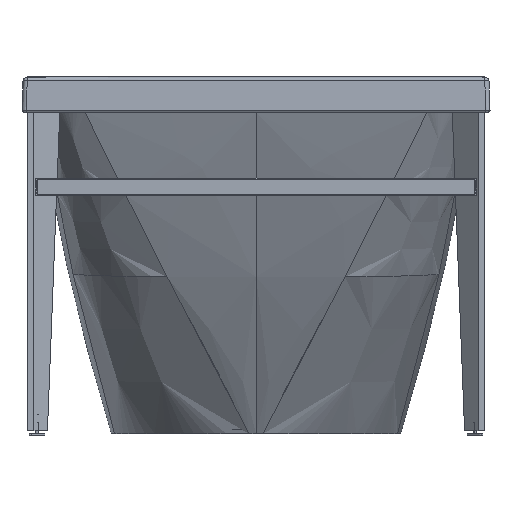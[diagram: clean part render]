
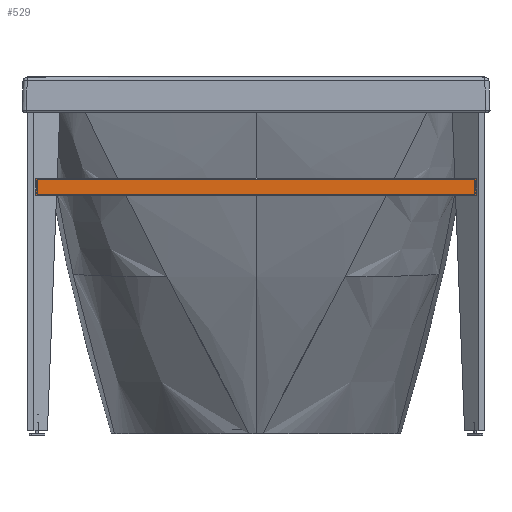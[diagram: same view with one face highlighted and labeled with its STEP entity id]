
A CAD part, left-side view. The second image highlights one B-rep face of the part: STEP entity #529.
In plain terms, the highlighted free-form (B-spline) face has degree [1, 1] with [2, 2] control points.
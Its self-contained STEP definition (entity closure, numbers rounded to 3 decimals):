
#529=ADVANCED_FACE('',(#1528),#41860,.T.);
#1528=FACE_OUTER_BOUND('',#2579,.T.);
#2579=EDGE_LOOP('',(#5115,#5116,#5117,#5118));
#5115=ORIENTED_EDGE('',*,*,#34792,.F.);
#5116=ORIENTED_EDGE('',*,*,#34839,.F.);
#5117=ORIENTED_EDGE('',*,*,#34805,.F.);
#5118=ORIENTED_EDGE('',*,*,#34840,.T.);
#11575=PCURVE('',#41857,#18113);
#11592=PCURVE('',#41858,#18130);
#11649=PCURVE('',#42345,#18187);
#11653=PCURVE('',#41860,#18191);
#11654=PCURVE('',#41860,#18192);
#11655=PCURVE('',#41860,#18193);
#11656=PCURVE('',#41860,#18194);
#11659=PCURVE('',#42346,#18197);
#18113=DEFINITIONAL_REPRESENTATION('',(#24533),#114004);
#18130=DEFINITIONAL_REPRESENTATION('',(#24562),#114004);
#18187=DEFINITIONAL_REPRESENTATION('',(#24619),#114004);
#18191=DEFINITIONAL_REPRESENTATION('',(#24623),#114004);
#18192=DEFINITIONAL_REPRESENTATION('',(#38249),#114004);
#18193=DEFINITIONAL_REPRESENTATION('',(#24624),#114004);
#18194=DEFINITIONAL_REPRESENTATION('',(#38251),#114004);
#18197=DEFINITIONAL_REPRESENTATION('',(#24627),#114004);
#24532=B_SPLINE_CURVE_WITH_KNOTS('',1,(#54463,#54464),.UNSPECIFIED.,.F.,
 .F.,(2,2),(0.,28.),.UNSPECIFIED.);
#24533=B_SPLINE_CURVE_WITH_KNOTS('',1,(#54465,#54466),.UNSPECIFIED.,.F.,
 .F.,(2,2),(0.,28.),.UNSPECIFIED.);
#24561=B_SPLINE_CURVE_WITH_KNOTS('',1,(#54696,#54697),.UNSPECIFIED.,.F.,
 .F.,(2,2),(-28.,0.),.UNSPECIFIED.);
#24562=B_SPLINE_CURVE_WITH_KNOTS('',1,(#54698,#54699),.UNSPECIFIED.,.F.,
 .F.,(2,2),(-28.,0.),.UNSPECIFIED.);
#24619=B_SPLINE_CURVE_WITH_KNOTS('',1,(#54978,#54979),.UNSPECIFIED.,.F.,
 .F.,(2,2),(-752.187,0.),.UNSPECIFIED.);
#24623=B_SPLINE_CURVE_WITH_KNOTS('',1,(#54996,#54997),.UNSPECIFIED.,.F.,
 .F.,(2,2),(0.,28.),.UNSPECIFIED.);
#24624=B_SPLINE_CURVE_WITH_KNOTS('',1,(#55000,#55001),.UNSPECIFIED.,.F.,
 .F.,(2,2),(-28.,0.),.UNSPECIFIED.);
#24627=B_SPLINE_CURVE_WITH_KNOTS('',1,(#55017,#55018),.UNSPECIFIED.,.F.,
 .F.,(2,2),(-752.187,0.),.UNSPECIFIED.);
#31489=SURFACE_CURVE('',#24532,(#11575,#11653),.PCURVE_S1.);
#31502=SURFACE_CURVE('',#24561,(#11592,#11655),.PCURVE_S1.);
#31536=SURFACE_CURVE('',#38248,(#11649,#11654),.PCURVE_S1.);
#31537=SURFACE_CURVE('',#38250,(#11656,#11659),.PCURVE_S1.);
#34792=EDGE_CURVE('',#39978,#39979,#31489,.T.);
#34805=EDGE_CURVE('',#39988,#39989,#31502,.T.);
#34839=EDGE_CURVE('',#39989,#39978,#31536,.T.);
#34840=EDGE_CURVE('',#39988,#39979,#31537,.T.);
#38248=(
BOUNDED_CURVE()
B_SPLINE_CURVE(1,(#54976,#54977),.UNSPECIFIED.,.F.,.F.)
B_SPLINE_CURVE_WITH_KNOTS((2,2),(-752.187,0.),.UNSPECIFIED.)
CURVE()
GEOMETRIC_REPRESENTATION_ITEM()
RATIONAL_B_SPLINE_CURVE((1.,1.))
REPRESENTATION_ITEM('')
);
#38249=(
BOUNDED_CURVE()
B_SPLINE_CURVE(1,(#54998,#54999),.UNSPECIFIED.,.F.,.F.)
B_SPLINE_CURVE_WITH_KNOTS((2,2),(-752.187,0.),.UNSPECIFIED.)
CURVE()
GEOMETRIC_REPRESENTATION_ITEM()
RATIONAL_B_SPLINE_CURVE((1.,1.))
REPRESENTATION_ITEM('')
);
#38250=(
BOUNDED_CURVE()
B_SPLINE_CURVE(1,(#55002,#55003),.UNSPECIFIED.,.F.,.F.)
B_SPLINE_CURVE_WITH_KNOTS((2,2),(-752.187,0.),.UNSPECIFIED.)
CURVE()
GEOMETRIC_REPRESENTATION_ITEM()
RATIONAL_B_SPLINE_CURVE((1.,1.))
REPRESENTATION_ITEM('')
);
#38251=(
BOUNDED_CURVE()
B_SPLINE_CURVE(1,(#55004,#55005),.UNSPECIFIED.,.F.,.F.)
B_SPLINE_CURVE_WITH_KNOTS((2,2),(-752.187,0.),.UNSPECIFIED.)
CURVE()
GEOMETRIC_REPRESENTATION_ITEM()
RATIONAL_B_SPLINE_CURVE((1.,1.))
REPRESENTATION_ITEM('')
);
#39978=VERTEX_POINT('',#54317);
#39979=VERTEX_POINT('',#54318);
#39988=VERTEX_POINT('',#54327);
#39989=VERTEX_POINT('',#54328);
#41857=B_SPLINE_SURFACE_WITH_KNOTS('',1,1,((#53907,#53908),(#53909,#53910)),
 .UNSPECIFIED.,.F.,.F.,.F.,(2,2),(2,2),(-18.06,18.06),
(-12.813,12.813),.UNSPECIFIED.);
#41858=B_SPLINE_SURFACE_WITH_KNOTS('',1,1,((#53929,#53930),(#53931,#53932)),
 .UNSPECIFIED.,.F.,.F.,.F.,(2,2),(2,2),(-12.813,12.813),
(-18.06,18.06),.UNSPECIFIED.);
#41860=B_SPLINE_SURFACE_WITH_KNOTS('',1,1,((#54117,#54118),(#54119,#54120)),
 .UNSPECIFIED.,.F.,.F.,.F.,(2,2),(2,2),(-16.86,16.86),(-451.372,
451.372),.UNSPECIFIED.);
#42345=(
BOUNDED_SURFACE()
B_SPLINE_SURFACE(2,1,((#54099,#54100),(#54101,#54102),(#54103,#54104),(#54105,
#54106),(#54107,#54108),(#54109,#54110),(#54111,#54112),(#54113,#54114),
(#54115,#54116)),.UNSPECIFIED.,.T.,.F.,.F.)
B_SPLINE_SURFACE_WITH_KNOTS((3,2,2,2,3),(2,2),(0.,1.571,3.142,
4.712,6.283),(0.,902.744),.UNSPECIFIED.)
GEOMETRIC_REPRESENTATION_ITEM()
RATIONAL_B_SPLINE_SURFACE(((1.,1.),(0.707,0.707),
(1.,1.),(0.707,0.707),(1.,1.),(0.707,
0.707),(1.,1.),(0.707,0.707),(1.,1.)))
REPRESENTATION_ITEM('')
SURFACE()
);
#42346=(
BOUNDED_SURFACE()
B_SPLINE_SURFACE(2,1,((#54121,#54122),(#54123,#54124),(#54125,#54126),(#54127,
#54128),(#54129,#54130),(#54131,#54132),(#54133,#54134),(#54135,#54136),
(#54137,#54138)),.UNSPECIFIED.,.T.,.F.,.F.)
B_SPLINE_SURFACE_WITH_KNOTS((3,2,2,2,3),(2,2),(0.,1.571,3.142,
4.712,6.283),(0.,902.744),.UNSPECIFIED.)
GEOMETRIC_REPRESENTATION_ITEM()
RATIONAL_B_SPLINE_SURFACE(((1.,1.),(0.707,0.707),
(1.,1.),(0.707,0.707),(1.,1.),(0.707,
0.707),(1.,1.),(0.707,0.707),(1.,1.)))
REPRESENTATION_ITEM('')
SURFACE()
);
#53907=CARTESIAN_POINT('',(-899.697,367.135,144.766));
#53908=CARTESIAN_POINT('',(-917.817,385.255,144.766));
#53909=CARTESIAN_POINT('',(-899.697,367.135,108.646));
#53910=CARTESIAN_POINT('',(-917.817,385.255,108.646));
#53929=CARTESIAN_POINT('',(-899.697,-351.931,144.766));
#53930=CARTESIAN_POINT('',(-899.697,-351.931,108.646));
#53931=CARTESIAN_POINT('',(-917.817,-370.051,144.766));
#53932=CARTESIAN_POINT('',(-917.817,-370.051,108.646));
#54099=CARTESIAN_POINT('',(-915.257,458.974,113.706));
#54100=CARTESIAN_POINT('',(-915.257,-443.77,113.706));
#54101=CARTESIAN_POINT('',(-916.257,458.974,113.706));
#54102=CARTESIAN_POINT('',(-916.257,-443.77,113.706));
#54103=CARTESIAN_POINT('',(-916.257,458.974,112.706));
#54104=CARTESIAN_POINT('',(-916.257,-443.77,112.706));
#54105=CARTESIAN_POINT('',(-916.257,458.974,111.706));
#54106=CARTESIAN_POINT('',(-916.257,-443.77,111.706));
#54107=CARTESIAN_POINT('',(-915.257,458.974,111.706));
#54108=CARTESIAN_POINT('',(-915.257,-443.77,111.706));
#54109=CARTESIAN_POINT('',(-914.257,458.974,111.706));
#54110=CARTESIAN_POINT('',(-914.257,-443.77,111.706));
#54111=CARTESIAN_POINT('',(-914.257,458.974,112.706));
#54112=CARTESIAN_POINT('',(-914.257,-443.77,112.706));
#54113=CARTESIAN_POINT('',(-914.257,458.974,113.706));
#54114=CARTESIAN_POINT('',(-914.257,-443.77,113.706));
#54115=CARTESIAN_POINT('',(-915.257,458.974,113.706));
#54116=CARTESIAN_POINT('',(-915.257,-443.77,113.706));
#54117=CARTESIAN_POINT('',(-916.257,-443.77,109.846));
#54118=CARTESIAN_POINT('',(-916.257,458.974,109.846));
#54119=CARTESIAN_POINT('',(-916.257,-443.77,143.566));
#54120=CARTESIAN_POINT('',(-916.257,458.974,143.566));
#54121=CARTESIAN_POINT('',(-915.257,458.974,139.706));
#54122=CARTESIAN_POINT('',(-915.257,-443.77,139.706));
#54123=CARTESIAN_POINT('',(-914.257,458.974,139.706));
#54124=CARTESIAN_POINT('',(-914.257,-443.77,139.706));
#54125=CARTESIAN_POINT('',(-914.257,458.974,140.706));
#54126=CARTESIAN_POINT('',(-914.257,-443.77,140.706));
#54127=CARTESIAN_POINT('',(-914.257,458.974,141.706));
#54128=CARTESIAN_POINT('',(-914.257,-443.77,141.706));
#54129=CARTESIAN_POINT('',(-915.257,458.974,141.706));
#54130=CARTESIAN_POINT('',(-915.257,-443.77,141.706));
#54131=CARTESIAN_POINT('',(-916.257,458.974,141.706));
#54132=CARTESIAN_POINT('',(-916.257,-443.77,141.706));
#54133=CARTESIAN_POINT('',(-916.257,458.974,140.706));
#54134=CARTESIAN_POINT('',(-916.257,-443.77,140.706));
#54135=CARTESIAN_POINT('',(-916.257,458.974,139.706));
#54136=CARTESIAN_POINT('',(-916.257,-443.77,139.706));
#54137=CARTESIAN_POINT('',(-915.257,458.974,139.706));
#54138=CARTESIAN_POINT('',(-915.257,-443.77,139.706));
#54317=CARTESIAN_POINT('',(-916.257,383.695,112.706));
#54318=CARTESIAN_POINT('',(-916.257,383.695,140.706));
#54327=CARTESIAN_POINT('',(-916.257,-368.491,140.706));
#54328=CARTESIAN_POINT('',(-916.257,-368.491,112.706));
#54463=CARTESIAN_POINT('',(-916.257,383.695,112.706));
#54464=CARTESIAN_POINT('',(-916.257,383.695,140.706));
#54465=CARTESIAN_POINT('',(14.,10.607));
#54466=CARTESIAN_POINT('',(-14.,10.607));
#54696=CARTESIAN_POINT('',(-916.257,-368.491,140.706));
#54697=CARTESIAN_POINT('',(-916.257,-368.491,112.706));
#54698=CARTESIAN_POINT('',(10.607,-14.));
#54699=CARTESIAN_POINT('',(10.607,14.));
#54976=CARTESIAN_POINT('',(-916.257,-368.491,112.706));
#54977=CARTESIAN_POINT('',(-916.257,383.695,112.706));
#54978=CARTESIAN_POINT('',(1.571,827.465));
#54979=CARTESIAN_POINT('',(1.571,75.279));
#54996=CARTESIAN_POINT('',(-14.,376.093));
#54997=CARTESIAN_POINT('',(14.,376.093));
#54998=CARTESIAN_POINT('',(-14.,-376.093));
#54999=CARTESIAN_POINT('',(-14.,376.093));
#55000=CARTESIAN_POINT('',(14.,-376.093));
#55001=CARTESIAN_POINT('',(-14.,-376.093));
#55002=CARTESIAN_POINT('',(-916.257,-368.491,140.706));
#55003=CARTESIAN_POINT('',(-916.257,383.695,140.706));
#55004=CARTESIAN_POINT('',(14.,-376.093));
#55005=CARTESIAN_POINT('',(14.,376.093));
#55017=CARTESIAN_POINT('',(4.712,827.465));
#55018=CARTESIAN_POINT('',(4.712,75.279));
#114004=(
GEOMETRIC_REPRESENTATION_CONTEXT(2)
PARAMETRIC_REPRESENTATION_CONTEXT()
REPRESENTATION_CONTEXT('pspace','')
);
